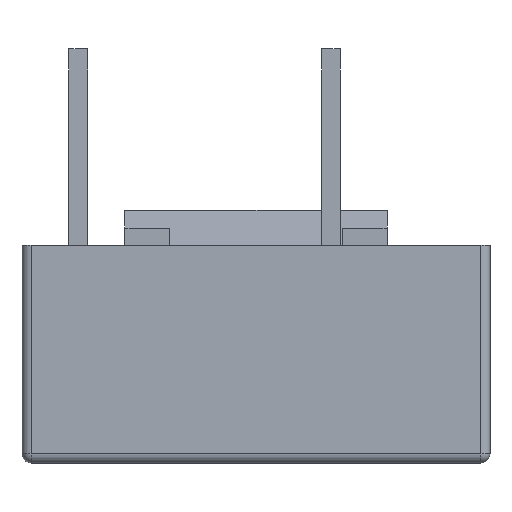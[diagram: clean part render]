
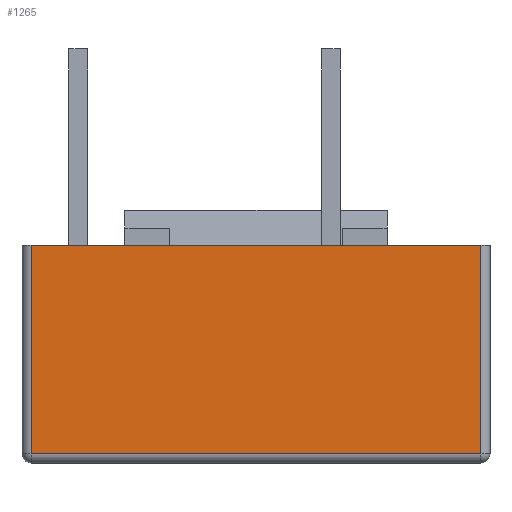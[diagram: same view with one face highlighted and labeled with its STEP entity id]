
A CAD part, front view. The second image highlights one B-rep face of the part: STEP entity #1265.
In plain terms, the highlighted planar face has unit normal (0, -1, 0).
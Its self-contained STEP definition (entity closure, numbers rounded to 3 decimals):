
#143=DIRECTION('',(0.,0.,-1.));
#144=VECTOR('',#143,4.45);
#145=CARTESIAN_POINT('',(4.8,-3.,-0.75));
#146=LINE('',#145,#144);
#260=DIRECTION('',(0.,0.,1.));
#261=VECTOR('',#260,4.45);
#262=CARTESIAN_POINT('',(-4.8,-3.,-5.2));
#263=LINE('',#262,#261);
#269=DIRECTION('',(1.,0.,0.));
#270=VECTOR('',#269,9.6);
#271=CARTESIAN_POINT('',(-4.8,-3.,-0.75));
#272=LINE('',#271,#270);
#900=DIRECTION('',(1.,0.,0.));
#901=VECTOR('',#900,9.6);
#902=CARTESIAN_POINT('',(-4.8,-3.,-5.2));
#903=LINE('',#902,#901);
#1028=CARTESIAN_POINT('',(4.8,-3.,-0.75));
#1029=CARTESIAN_POINT('',(4.8,-3.,-5.2));
#1030=VERTEX_POINT('',#1028);
#1031=VERTEX_POINT('',#1029);
#1032=CARTESIAN_POINT('',(-4.8,-3.,-5.2));
#1033=VERTEX_POINT('',#1032);
#1042=CARTESIAN_POINT('',(-4.8,-3.,-0.75));
#1043=VERTEX_POINT('',#1042);
#1250=CARTESIAN_POINT('',(-5.,-3.,-5.4));
#1251=DIRECTION('',(0.,1.,0.));
#1252=DIRECTION('',(1.,0.,0.));
#1253=AXIS2_PLACEMENT_3D('',#1250,#1251,#1252);
#1254=PLANE('',#1253);
#1256=ORIENTED_EDGE('',*,*,#1255,.T.);
#1258=ORIENTED_EDGE('',*,*,#1257,.F.);
#1260=ORIENTED_EDGE('',*,*,#1259,.T.);
#1262=ORIENTED_EDGE('',*,*,#1261,.T.);
#1263=EDGE_LOOP('',(#1256,#1258,#1260,#1262));
#1264=FACE_OUTER_BOUND('',#1263,.F.);
#1255=EDGE_CURVE('',#1030,#1031,#146,.T.);
#1257=EDGE_CURVE('',#1033,#1031,#903,.T.);
#1259=EDGE_CURVE('',#1033,#1043,#263,.T.);
#1261=EDGE_CURVE('',#1043,#1030,#272,.T.);
#1265=ADVANCED_FACE('',(#1264),#1254,.F.);
